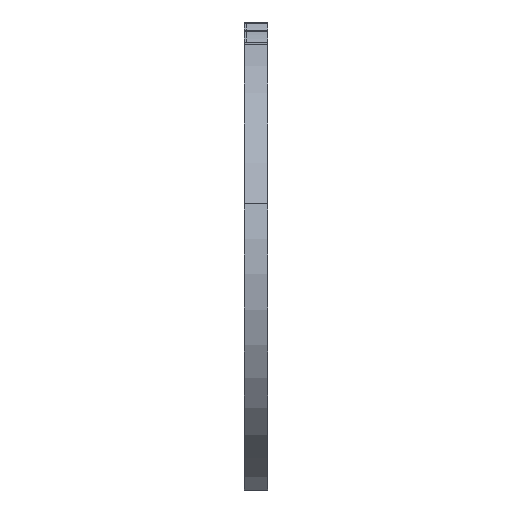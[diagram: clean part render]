
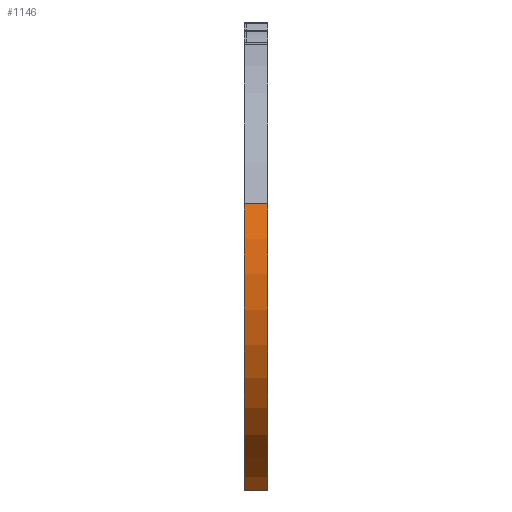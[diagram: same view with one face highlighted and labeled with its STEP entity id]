
A CAD part, left-side view. The second image highlights one B-rep face of the part: STEP entity #1146.
In plain terms, the highlighted cylindrical face has radius 31.434 mm (diameter 62.868 mm), a partial arc.
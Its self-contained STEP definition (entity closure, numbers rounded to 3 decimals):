
#23=CYLINDRICAL_SURFACE('',#1271,31.434);
#65=CIRCLE('',#1213,31.434);
#106=CIRCLE('',#1261,31.434);
#146=FACE_OUTER_BOUND('',#218,.T.);
#218=EDGE_LOOP('',(#924,#925,#926,#927));
#310=LINE('',#1980,#396);
#311=LINE('',#1981,#397);
#396=VECTOR('',#1484,10.);
#397=VECTOR('',#1485,10.);
#504=VERTEX_POINT('',#1773);
#505=VERTEX_POINT('',#1775);
#565=VERTEX_POINT('',#1935);
#566=VERTEX_POINT('',#1937);
#627=EDGE_CURVE('',#504,#505,#65,.T.);
#699=EDGE_CURVE('',#566,#565,#106,.T.);
#720=EDGE_CURVE('',#565,#505,#310,.T.);
#721=EDGE_CURVE('',#566,#504,#311,.T.);
#924=ORIENTED_EDGE('',*,*,#699,.T.);
#925=ORIENTED_EDGE('',*,*,#720,.T.);
#926=ORIENTED_EDGE('',*,*,#627,.F.);
#927=ORIENTED_EDGE('',*,*,#721,.F.);
#1146=ADVANCED_FACE('',(#146),#23,.T.);
#1213=AXIS2_PLACEMENT_3D('',#1776,#1336,#1337);
#1261=AXIS2_PLACEMENT_3D('',#1938,#1452,#1453);
#1271=AXIS2_PLACEMENT_3D('',#1979,#1482,#1483);
#1336=DIRECTION('center_axis',(0.,1.,0.));
#1337=DIRECTION('ref_axis',(-0.299,0.,-0.954));
#1452=DIRECTION('center_axis',(0.,1.,0.));
#1453=DIRECTION('ref_axis',(-0.952,0.,0.307));
#1482=DIRECTION('center_axis',(0.,-1.,0.));
#1483=DIRECTION('ref_axis',(-0.072,0.,-0.997));
#1484=DIRECTION('',(0.,1.,0.));
#1485=DIRECTION('',(0.,1.,0.));
#1773=CARTESIAN_POINT('',(-8.992,1.8,-33.387));
#1775=CARTESIAN_POINT('',(-29.503,1.8,6.256));
#1776=CARTESIAN_POINT('Origin',(0.414,1.8,-3.393));
#1935=CARTESIAN_POINT('',(-29.503,-1.5,6.256));
#1937=CARTESIAN_POINT('',(-8.992,-1.5,-33.387));
#1938=CARTESIAN_POINT('Origin',(0.414,-1.5,-3.393));
#1979=CARTESIAN_POINT('Origin',(0.414,1.5,-3.393));
#1980=CARTESIAN_POINT('',(-29.503,1.5,6.256));
#1981=CARTESIAN_POINT('',(-8.992,1.5,-33.387));
